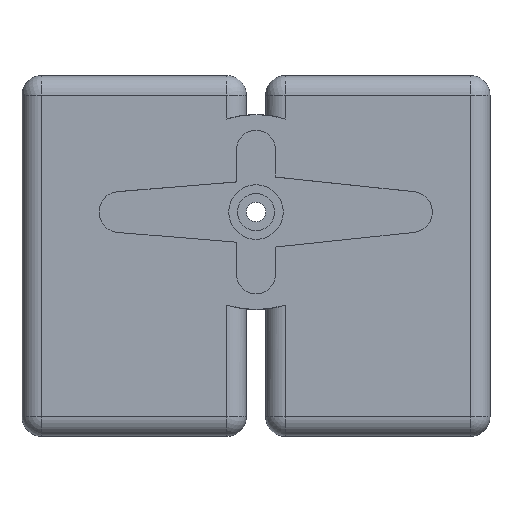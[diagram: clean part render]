
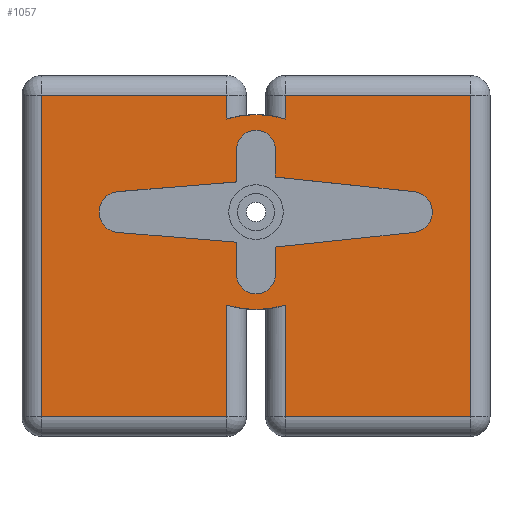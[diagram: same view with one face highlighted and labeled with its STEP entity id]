
A CAD part, top view. The second image highlights one B-rep face of the part: STEP entity #1057.
In plain terms, the highlighted planar face has unit normal (0, 0, 1).
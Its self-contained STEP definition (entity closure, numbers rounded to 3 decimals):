
#27=FACE_BOUND('',#189,.T.);
#121=FACE_OUTER_BOUND('',#188,.T.);
#188=EDGE_LOOP('',(#935,#936,#937,#938,#939,#940,#941,#942,#943,#944,#945,
#946));
#189=EDGE_LOOP('',(#947,#948,#949,#950,#951,#952,#953,#954,#955,#956,#957,
#958));
#220=LINE('',#1645,#310);
#222=LINE('',#1649,#312);
#225=LINE('',#1657,#315);
#227=LINE('',#1661,#317);
#230=LINE('',#1669,#320);
#232=LINE('',#1673,#322);
#235=LINE('',#1681,#325);
#237=LINE('',#1684,#327);
#240=LINE('',#1699,#330);
#244=LINE('',#1715,#334);
#248=LINE('',#1731,#338);
#252=LINE('',#1747,#342);
#255=LINE('',#1763,#345);
#263=LINE('',#1796,#353);
#267=LINE('',#1809,#357);
#271=LINE('',#1822,#361);
#275=LINE('',#1835,#365);
#278=LINE('',#1839,#368);
#310=VECTOR('',#1287,10.);
#312=VECTOR('',#1291,10.);
#315=VECTOR('',#1300,10.);
#317=VECTOR('',#1304,10.);
#320=VECTOR('',#1313,10.);
#322=VECTOR('',#1317,10.);
#325=VECTOR('',#1326,10.);
#327=VECTOR('',#1330,10.);
#330=VECTOR('',#1347,10.);
#334=VECTOR('',#1365,10.);
#338=VECTOR('',#1383,10.);
#342=VECTOR('',#1401,10.);
#345=VECTOR('',#1406,10.);
#353=VECTOR('',#1434,10.);
#357=VECTOR('',#1450,10.);
#361=VECTOR('',#1466,10.);
#365=VECTOR('',#1482,10.);
#368=VECTOR('',#1487,10.);
#375=CIRCLE('',#1068,10.);
#394=CIRCLE('',#1097,2.);
#395=CIRCLE('',#1101,2.1);
#396=CIRCLE('',#1105,2.);
#397=CIRCLE('',#1109,2.1);
#426=CIRCLE('',#1175,10.);
#436=VERTEX_POINT('',#1532);
#437=VERTEX_POINT('',#1543);
#471=VERTEX_POINT('',#1638);
#472=VERTEX_POINT('',#1640);
#473=VERTEX_POINT('',#1644);
#474=VERTEX_POINT('',#1648);
#475=VERTEX_POINT('',#1652);
#476=VERTEX_POINT('',#1656);
#477=VERTEX_POINT('',#1660);
#478=VERTEX_POINT('',#1664);
#479=VERTEX_POINT('',#1668);
#480=VERTEX_POINT('',#1672);
#481=VERTEX_POINT('',#1676);
#482=VERTEX_POINT('',#1680);
#484=VERTEX_POINT('',#1687);
#489=VERTEX_POINT('',#1703);
#494=VERTEX_POINT('',#1719);
#499=VERTEX_POINT('',#1735);
#503=VERTEX_POINT('',#1750);
#506=VERTEX_POINT('',#1775);
#509=VERTEX_POINT('',#1785);
#511=VERTEX_POINT('',#1800);
#514=VERTEX_POINT('',#1813);
#517=VERTEX_POINT('',#1826);
#529=EDGE_CURVE('',#437,#436,#375,.T.);
#572=EDGE_CURVE('',#472,#471,#394,.T.);
#574=EDGE_CURVE('',#473,#472,#220,.T.);
#576=EDGE_CURVE('',#474,#473,#222,.T.);
#578=EDGE_CURVE('',#475,#474,#395,.T.);
#580=EDGE_CURVE('',#476,#475,#225,.T.);
#582=EDGE_CURVE('',#477,#476,#227,.T.);
#584=EDGE_CURVE('',#478,#477,#396,.T.);
#586=EDGE_CURVE('',#479,#478,#230,.T.);
#588=EDGE_CURVE('',#480,#479,#232,.T.);
#590=EDGE_CURVE('',#481,#480,#397,.T.);
#592=EDGE_CURVE('',#482,#481,#235,.T.);
#594=EDGE_CURVE('',#471,#482,#237,.T.);
#601=EDGE_CURVE('',#437,#484,#240,.T.);
#609=EDGE_CURVE('',#484,#489,#244,.T.);
#617=EDGE_CURVE('',#489,#494,#248,.T.);
#625=EDGE_CURVE('',#494,#499,#252,.T.);
#629=EDGE_CURVE('',#499,#503,#255,.T.);
#641=EDGE_CURVE('',#509,#506,#263,.T.);
#648=EDGE_CURVE('',#506,#511,#267,.T.);
#655=EDGE_CURVE('',#511,#514,#271,.T.);
#662=EDGE_CURVE('',#514,#517,#275,.T.);
#665=EDGE_CURVE('',#517,#436,#278,.T.);
#666=EDGE_CURVE('',#509,#503,#426,.T.);
#935=ORIENTED_EDGE('',*,*,#529,.T.);
#936=ORIENTED_EDGE('',*,*,#665,.F.);
#937=ORIENTED_EDGE('',*,*,#662,.F.);
#938=ORIENTED_EDGE('',*,*,#655,.F.);
#939=ORIENTED_EDGE('',*,*,#648,.F.);
#940=ORIENTED_EDGE('',*,*,#641,.F.);
#941=ORIENTED_EDGE('',*,*,#666,.T.);
#942=ORIENTED_EDGE('',*,*,#629,.F.);
#943=ORIENTED_EDGE('',*,*,#625,.F.);
#944=ORIENTED_EDGE('',*,*,#617,.F.);
#945=ORIENTED_EDGE('',*,*,#609,.F.);
#946=ORIENTED_EDGE('',*,*,#601,.F.);
#947=ORIENTED_EDGE('',*,*,#572,.T.);
#948=ORIENTED_EDGE('',*,*,#594,.T.);
#949=ORIENTED_EDGE('',*,*,#592,.T.);
#950=ORIENTED_EDGE('',*,*,#590,.T.);
#951=ORIENTED_EDGE('',*,*,#588,.T.);
#952=ORIENTED_EDGE('',*,*,#586,.T.);
#953=ORIENTED_EDGE('',*,*,#584,.T.);
#954=ORIENTED_EDGE('',*,*,#582,.T.);
#955=ORIENTED_EDGE('',*,*,#580,.T.);
#956=ORIENTED_EDGE('',*,*,#578,.T.);
#957=ORIENTED_EDGE('',*,*,#576,.T.);
#958=ORIENTED_EDGE('',*,*,#574,.T.);
#994=PLANE('',#1178);
#1057=ADVANCED_FACE('',(#121,#27),#994,.T.);
#1068=AXIS2_PLACEMENT_3D('',#1544,#1201,#1202);
#1097=AXIS2_PLACEMENT_3D('',#1641,#1282,#1283);
#1101=AXIS2_PLACEMENT_3D('',#1653,#1295,#1296);
#1105=AXIS2_PLACEMENT_3D('',#1665,#1308,#1309);
#1109=AXIS2_PLACEMENT_3D('',#1677,#1321,#1322);
#1175=AXIS2_PLACEMENT_3D('',#1845,#1498,#1499);
#1178=AXIS2_PLACEMENT_3D('',#1850,#1506,#1507);
#1201=DIRECTION('center_axis',(0.,0.,1.));
#1202=DIRECTION('ref_axis',(1.,0.,0.));
#1282=DIRECTION('center_axis',(0.,0.,-1.));
#1283=DIRECTION('ref_axis',(1.,0.,0.));
#1287=DIRECTION('',(0.,1.,0.));
#1291=DIRECTION('',(0.997,0.082,0.));
#1295=DIRECTION('center_axis',(0.,0.,-1.));
#1296=DIRECTION('ref_axis',(-0.082,0.997,0.));
#1300=DIRECTION('',(-0.997,0.082,0.));
#1304=DIRECTION('',(0.,1.,0.));
#1308=DIRECTION('center_axis',(0.,0.,-1.));
#1309=DIRECTION('ref_axis',(-1.,0.,0.));
#1313=DIRECTION('',(0.,-1.,0.));
#1317=DIRECTION('',(-0.994,-0.105,0.));
#1321=DIRECTION('center_axis',(0.,0.,-1.));
#1322=DIRECTION('ref_axis',(0.105,-0.994,0.));
#1326=DIRECTION('',(0.994,-0.105,0.));
#1330=DIRECTION('',(0.,-1.,0.));
#1347=DIRECTION('',(0.,-1.,0.));
#1365=DIRECTION('',(-1.,0.,0.));
#1383=DIRECTION('',(0.,1.,0.));
#1401=DIRECTION('',(1.,0.,0.));
#1406=DIRECTION('',(0.,-1.,0.));
#1434=DIRECTION('',(0.,1.,0.));
#1450=DIRECTION('',(1.,0.,0.));
#1466=DIRECTION('',(0.,-1.,0.));
#1482=DIRECTION('',(-1.,0.,0.));
#1487=DIRECTION('',(0.,1.,0.));
#1498=DIRECTION('center_axis',(0.,0.,1.));
#1499=DIRECTION('ref_axis',(1.,0.,0.));
#1506=DIRECTION('center_axis',(0.,0.,1.));
#1507=DIRECTION('ref_axis',(1.,0.,0.));
#1532=CARTESIAN_POINT('',(3.,-9.539,8.2));
#1543=CARTESIAN_POINT('',(-3.,-9.539,8.2));
#1544=CARTESIAN_POINT('Origin',(0.,0.,8.2));
#1638=CARTESIAN_POINT('',(2.,6.4,8.2));
#1640=CARTESIAN_POINT('',(-2.,6.4,8.2));
#1641=CARTESIAN_POINT('Origin',(0.,6.4,8.2));
#1644=CARTESIAN_POINT('',(-2.,3.092,8.2));
#1645=CARTESIAN_POINT('',(-2.,-0.704,8.2));
#1648=CARTESIAN_POINT('',(-14.172,2.093,8.2));
#1649=CARTESIAN_POINT('',(-7.402,2.649,8.2));
#1652=CARTESIAN_POINT('',(-14.172,-2.093,8.2));
#1653=CARTESIAN_POINT('Origin',(-14.,0.,8.2));
#1656=CARTESIAN_POINT('',(-2.,-3.092,8.2));
#1657=CARTESIAN_POINT('',(-0.949,-3.178,8.2));
#1660=CARTESIAN_POINT('',(-2.,-6.4,8.2));
#1661=CARTESIAN_POINT('',(-2.,-5.45,8.2));
#1664=CARTESIAN_POINT('',(2.,-6.4,8.2));
#1665=CARTESIAN_POINT('Origin',(0.,-6.4,
8.2));
#1668=CARTESIAN_POINT('',(2.,-3.59,8.2));
#1669=CARTESIAN_POINT('',(2.,-4.045,8.2));
#1672=CARTESIAN_POINT('',(16.221,-2.088,8.2));
#1673=CARTESIAN_POINT('',(8.074,-2.949,8.2));
#1676=CARTESIAN_POINT('',(16.221,2.088,8.2));
#1677=CARTESIAN_POINT('Origin',(16.,0.,8.2));
#1680=CARTESIAN_POINT('',(2.,3.59,8.2));
#1681=CARTESIAN_POINT('',(1.433,3.65,8.2));
#1684=CARTESIAN_POINT('',(2.,0.95,8.2));
#1687=CARTESIAN_POINT('',(-3.,-21.,8.2));
#1699=CARTESIAN_POINT('',(-3.,-13.75,8.2));
#1703=CARTESIAN_POINT('',(-22.,-21.,8.2));
#1715=CARTESIAN_POINT('',(-12.,-21.,8.2));
#1719=CARTESIAN_POINT('',(-22.,12.,8.2));
#1731=CARTESIAN_POINT('',(-22.,4.75,8.2));
#1735=CARTESIAN_POINT('',(-3.,12.,8.2));
#1747=CARTESIAN_POINT('',(-0.5,12.,8.2));
#1750=CARTESIAN_POINT('',(-3.,9.539,8.2));
#1763=CARTESIAN_POINT('',(-3.,2.725,8.2));
#1775=CARTESIAN_POINT('',(3.,12.,8.2));
#1785=CARTESIAN_POINT('',(3.,9.539,8.2));
#1796=CARTESIAN_POINT('',(3.,4.75,8.2));
#1800=CARTESIAN_POINT('',(22.,12.,8.2));
#1809=CARTESIAN_POINT('',(12.,12.,8.2));
#1813=CARTESIAN_POINT('',(22.,-21.,8.2));
#1822=CARTESIAN_POINT('',(22.,-13.75,8.2));
#1826=CARTESIAN_POINT('',(3.,-21.,8.2));
#1835=CARTESIAN_POINT('',(0.5,-21.,8.2));
#1839=CARTESIAN_POINT('',(3.,-7.225,8.2));
#1845=CARTESIAN_POINT('Origin',(0.,0.,8.2));
#1850=CARTESIAN_POINT('Origin',(0.,-4.5,8.2));
